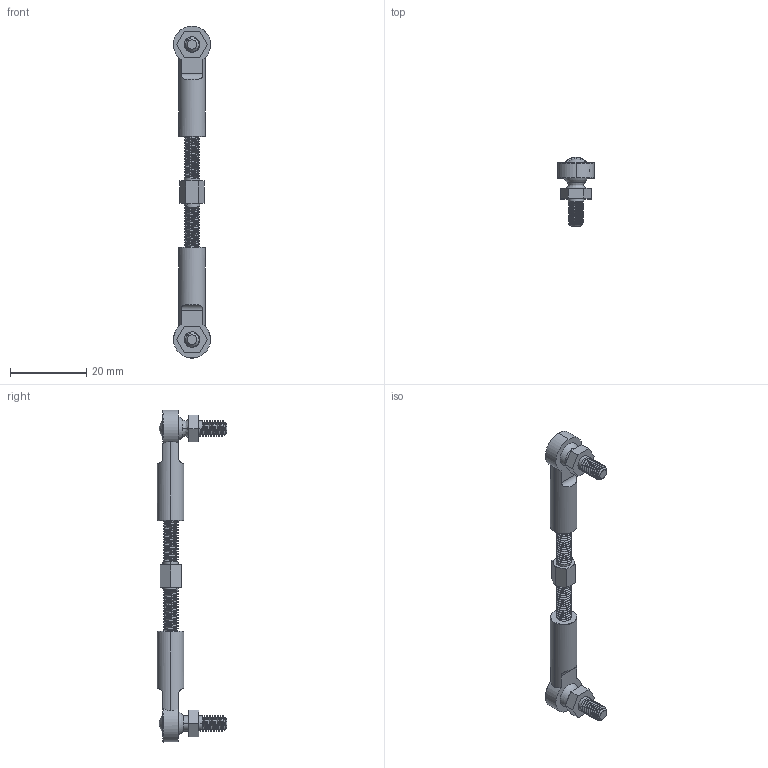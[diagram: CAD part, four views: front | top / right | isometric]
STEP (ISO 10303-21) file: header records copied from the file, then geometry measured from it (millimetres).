
FILE_DESCRIPTION (( 'STEP AP214' ), '1' );
FILE_NAME ('19-0068.STEP', '2025-08-25T09:50:05', ( '' ), ( '' ), 'SwSTEP 2.0', 'SolidWorks 2025', '' );
FILE_SCHEMA (( 'AUTOMOTIVE_DESIGN' ));
Length unit declared in the file: millimetre
Products named in the file (1): 19-0068
Bounding box: 9.68 x 18.2 x 86.98 mm (x, y, z)
Volume: 2862.7 mm3; surface area: 2855.4 mm2
Topology: 3 solids, 3 shells, 212 faces, 583 edges, 385 vertices
Faces by surface type: cylinder 121, plane 38, cone 20, bspline 18, sphere 8, torus 7
Entity records: 15596 total; most frequent: CARTESIAN_POINT 11006, ORIENTED_EDGE 1142, DIRECTION 747, EDGE_CURVE 571, VERTEX_POINT 381, AXIS2_PLACEMENT_3D 278, EDGE_LOOP 232, FACE_OUTER_BOUND 212
